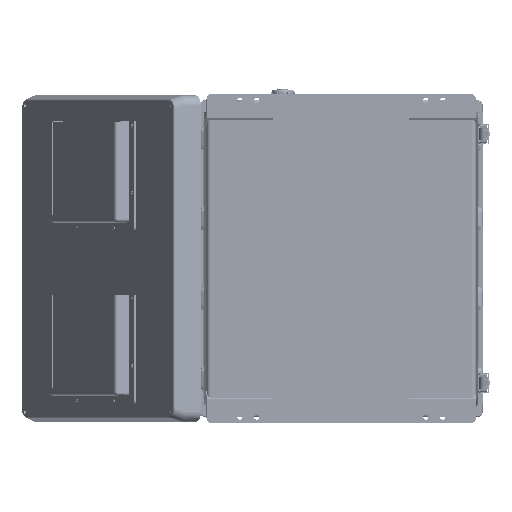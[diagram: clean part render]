
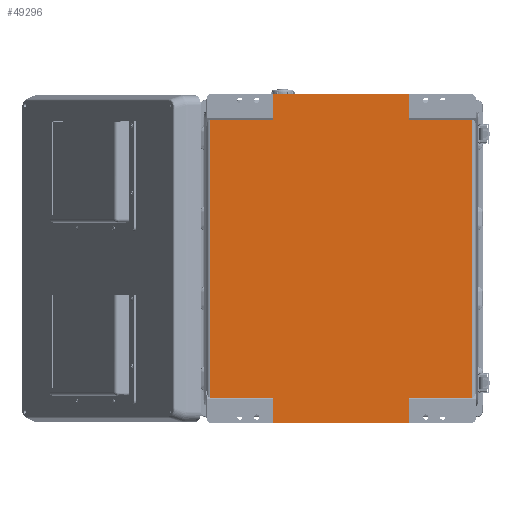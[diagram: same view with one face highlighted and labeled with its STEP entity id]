
A CAD part, front view. The second image highlights one B-rep face of the part: STEP entity #49296.
In plain terms, the highlighted planar face has unit normal (0, -1, 0).
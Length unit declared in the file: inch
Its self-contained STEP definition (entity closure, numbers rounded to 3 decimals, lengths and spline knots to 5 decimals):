
#3065 = VERTEX_POINT ( 'NONE', #172424 ) ;
#5262 = CARTESIAN_POINT ( 'NONE',  ( 4.03163, 0.05906, 0.85787 ) ) ;
#5424 = LINE ( 'NONE', #146002, #128189 ) ;
#6265 = DIRECTION ( 'NONE',  ( 0., 1., 0. ) ) ;
#6518 = CARTESIAN_POINT ( 'NONE',  ( 7.73754, 0.05906, -1.51961 ) ) ;
#8231 = CARTESIAN_POINT ( 'NONE',  ( 7.73754, 0.05906, -17.96858 ) ) ;
#8414 = VECTOR ( 'NONE', #27206, 39.37008 ) ;
#8954 = ORIENTED_EDGE ( 'NONE', *, *, #116997, .F. ) ;
#8966 = VERTEX_POINT ( 'NONE', #85380 ) ;
#11100 = LINE ( 'NONE', #66225, #165705 ) ;
#12655 = CARTESIAN_POINT ( 'NONE',  ( -4.03163, 0.05906, 0.85787 ) ) ;
#13475 = AXIS2_PLACEMENT_3D ( 'NONE', #63187, #6265, #177127 ) ;
#13668 = ORIENTED_EDGE ( 'NONE', *, *, #91210, .F. ) ;
#16534 = EDGE_CURVE ( 'NONE', #164538, #39372, #134224, .T. ) ;
#19403 = CARTESIAN_POINT ( 'NONE',  ( -8.11811, 0.05906, -17.96858 ) ) ;
#19738 = DIRECTION ( 'NONE',  ( -1., 0., 0. ) ) ;
#20580 = CARTESIAN_POINT ( 'NONE',  ( 4.03163, 0.05906, -20.34606 ) ) ;
#25698 = ORIENTED_EDGE ( 'NONE', *, *, #126678, .T. ) ;
#27206 = DIRECTION ( 'NONE',  ( -1., 0., 0. ) ) ;
#28131 = CARTESIAN_POINT ( 'NONE',  ( 4.03163, 0.05906, -1.51961 ) ) ;
#30794 = LINE ( 'NONE', #86807, #138440 ) ;
#33194 = LINE ( 'NONE', #19403, #144524 ) ;
#35026 = CARTESIAN_POINT ( 'NONE',  ( -7.73754, 0.05906, -1.51961 ) ) ;
#36222 = CARTESIAN_POINT ( 'NONE',  ( 8.11811, 0.05906, -17.96858 ) ) ;
#39372 = VERTEX_POINT ( 'NONE', #75060 ) ;
#44048 = DIRECTION ( 'NONE',  ( -1., 0., 0. ) ) ;
#44540 = ORIENTED_EDGE ( 'NONE', *, *, #177399, .T. ) ;
#49105 = LINE ( 'NONE', #36222, #114000 ) ;
#49296 = ADVANCED_FACE ( 'NONE', ( #49417 ), #176228, .F. ) ;
#49417 = FACE_OUTER_BOUND ( 'NONE', #148933, .T. ) ;
#50573 = DIRECTION ( 'NONE',  ( 0., 0., 1. ) ) ;
#58605 = CARTESIAN_POINT ( 'NONE',  ( -4.03163, 0.05906, -17.96858 ) ) ;
#59469 = LINE ( 'NONE', #5262, #123257 ) ;
#62214 = LINE ( 'NONE', #153983, #8414 ) ;
#62286 = EDGE_CURVE ( 'NONE', #164538, #150248, #49105, .T. ) ;
#63187 = CARTESIAN_POINT ( 'NONE',  ( 8.11811, 0.05906, -1.51961 ) ) ;
#64627 = CARTESIAN_POINT ( 'NONE',  ( 8.11811, 0.05906, 0. ) ) ;
#65730 = CARTESIAN_POINT ( 'NONE',  ( -7.73754, 0.05906, -17.96858 ) ) ;
#66225 = CARTESIAN_POINT ( 'NONE',  ( -7.73754, 0.05906, -1.51961 ) ) ;
#74715 = VERTEX_POINT ( 'NONE', #35026 ) ;
#75060 = CARTESIAN_POINT ( 'NONE',  ( 7.73754, 0.05906, -1.51961 ) ) ;
#75440 = DIRECTION ( 'NONE',  ( 1., 0., 0. ) ) ;
#75716 = DIRECTION ( 'NONE',  ( -1., 0., 0. ) ) ;
#75855 = EDGE_CURVE ( 'NONE', #150248, #3065, #133592, .T. ) ;
#76035 = VERTEX_POINT ( 'NONE', #94901 ) ;
#76703 = CARTESIAN_POINT ( 'NONE',  ( 4.03163, 0.05906, -17.96858 ) ) ;
#76936 = LINE ( 'NONE', #102704, #113198 ) ;
#78213 = ORIENTED_EDGE ( 'NONE', *, *, #151363, .F. ) ;
#82037 = EDGE_CURVE ( 'NONE', #3065, #133375, #62214, .T. ) ;
#83132 = ORIENTED_EDGE ( 'NONE', *, *, #16534, .T. ) ;
#83785 = VECTOR ( 'NONE', #124765, 39.37008 ) ;
#85380 = CARTESIAN_POINT ( 'NONE',  ( -4.03163, 0.05906, -1.51961 ) ) ;
#86807 = CARTESIAN_POINT ( 'NONE',  ( -4.03163, 0.05906, -20.34606 ) ) ;
#91210 = EDGE_CURVE ( 'NONE', #118287, #74715, #11100, .T. ) ;
#94901 = CARTESIAN_POINT ( 'NONE',  ( -4.03163, 0.05906, 0. ) ) ;
#96414 = VECTOR ( 'NONE', #50573, 39.37008 ) ;
#97942 = ORIENTED_EDGE ( 'NONE', *, *, #178099, .T. ) ;
#100505 = ORIENTED_EDGE ( 'NONE', *, *, #75855, .F. ) ;
#101711 = DIRECTION ( 'NONE',  ( 0., 0., 1. ) ) ;
#102704 = CARTESIAN_POINT ( 'NONE',  ( -8.11811, 0.05906, -1.51961 ) ) ;
#105639 = ORIENTED_EDGE ( 'NONE', *, *, #142772, .T. ) ;
#113198 = VECTOR ( 'NONE', #161493, 39.37008 ) ;
#113302 = VECTOR ( 'NONE', #75716, 39.37008 ) ;
#113790 = EDGE_CURVE ( 'NONE', #159985, #133375, #30794, .T. ) ;
#114000 = VECTOR ( 'NONE', #19738, 39.37008 ) ;
#115506 = ORIENTED_EDGE ( 'NONE', *, *, #82037, .F. ) ;
#116997 = EDGE_CURVE ( 'NONE', #8966, #76035, #152352, .T. ) ;
#117031 = ORIENTED_EDGE ( 'NONE', *, *, #113790, .T. ) ;
#118287 = VERTEX_POINT ( 'NONE', #65730 ) ;
#123257 = VECTOR ( 'NONE', #101711, 39.37008 ) ;
#124765 = DIRECTION ( 'NONE',  ( 0., 0., 1. ) ) ;
#126678 = EDGE_CURVE ( 'NONE', #118287, #159985, #33194, .T. ) ;
#128189 = VECTOR ( 'NONE', #44048, 39.37008 ) ;
#129128 = DIRECTION ( 'NONE',  ( 0., 0., -1. ) ) ;
#133375 = VERTEX_POINT ( 'NONE', #166676 ) ;
#133592 = LINE ( 'NONE', #20580, #180170 ) ;
#134224 = LINE ( 'NONE', #6518, #96414 ) ;
#138440 = VECTOR ( 'NONE', #129128, 39.37008 ) ;
#142772 = EDGE_CURVE ( 'NONE', #174548, #175027, #59469, .T. ) ;
#144524 = VECTOR ( 'NONE', #75440, 39.37008 ) ;
#146002 = CARTESIAN_POINT ( 'NONE',  ( 8.11811, 0.05906, -1.51961 ) ) ;
#148933 = EDGE_LOOP ( 'NONE', ( #13668, #25698, #117031, #115506, #100505, #156983, #83132, #44540, #105639, #97942, #8954, #78213 ) ) ;
#149189 = DIRECTION ( 'NONE',  ( 0., 0., -1. ) ) ;
#150248 = VERTEX_POINT ( 'NONE', #76703 ) ;
#151363 = EDGE_CURVE ( 'NONE', #74715, #8966, #76936, .T. ) ;
#151696 = DIRECTION ( 'NONE',  ( 0., 0., 1. ) ) ;
#152352 = LINE ( 'NONE', #12655, #83785 ) ;
#153983 = CARTESIAN_POINT ( 'NONE',  ( 8.11811, 0.05906, -19.48819 ) ) ;
#156983 = ORIENTED_EDGE ( 'NONE', *, *, #62286, .F. ) ;
#159985 = VERTEX_POINT ( 'NONE', #58605 ) ;
#161493 = DIRECTION ( 'NONE',  ( 1., 0., 0. ) ) ;
#162949 = LINE ( 'NONE', #64627, #113302 ) ;
#164538 = VERTEX_POINT ( 'NONE', #8231 ) ;
#165705 = VECTOR ( 'NONE', #151696, 39.37008 ) ;
#166676 = CARTESIAN_POINT ( 'NONE',  ( -4.03163, 0.05906, -19.48819 ) ) ;
#171180 = CARTESIAN_POINT ( 'NONE',  ( 4.03163, 0.05906, 0. ) ) ;
#172424 = CARTESIAN_POINT ( 'NONE',  ( 4.03163, 0.05906, -19.48819 ) ) ;
#174548 = VERTEX_POINT ( 'NONE', #28131 ) ;
#175027 = VERTEX_POINT ( 'NONE', #171180 ) ;
#176228 = PLANE ( 'NONE',  #13475 ) ;
#177127 = DIRECTION ( 'NONE',  ( 0., 0., 1. ) ) ;
#177399 = EDGE_CURVE ( 'NONE', #39372, #174548, #5424, .T. ) ;
#178099 = EDGE_CURVE ( 'NONE', #175027, #76035, #162949, .T. ) ;
#180170 = VECTOR ( 'NONE', #149189, 39.37008 ) ;
